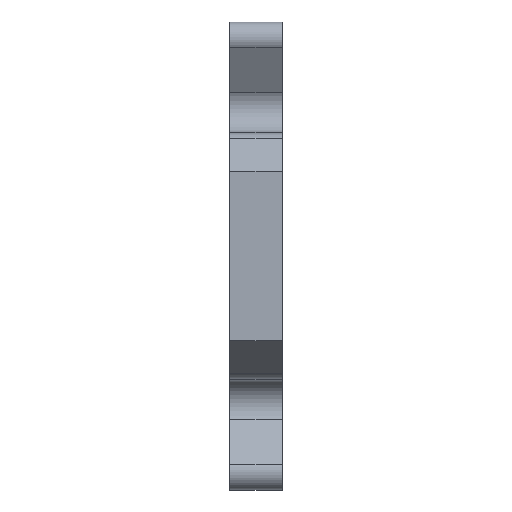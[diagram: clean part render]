
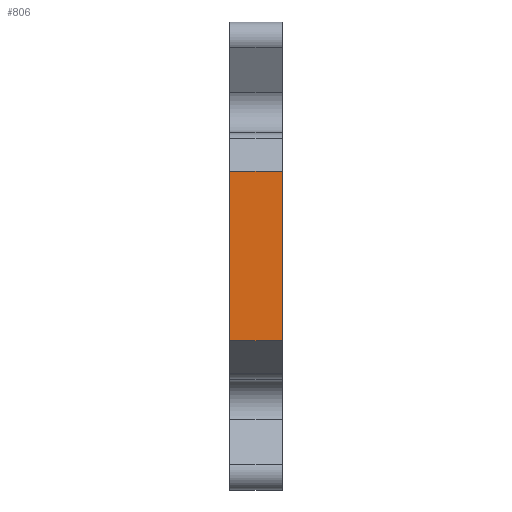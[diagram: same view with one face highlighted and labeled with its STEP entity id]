
A CAD part, left-side view. The second image highlights one B-rep face of the part: STEP entity #806.
In plain terms, the highlighted planar face has unit normal (-1, 0, 0).
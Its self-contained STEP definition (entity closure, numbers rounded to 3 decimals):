
#8 = EDGE_CURVE ( 'NONE', #1121, #1602, #49, .T. ) ;
#49 = LINE ( 'NONE', #1777, #472 ) ;
#87 = CARTESIAN_POINT ( 'NONE',  ( 0., 0., -38.482 ) ) ;
#124 = DIRECTION ( 'NONE',  ( 0., 0., 1. ) ) ;
#245 = ORIENTED_EDGE ( 'NONE', *, *, #8, .T. ) ;
#415 = VERTEX_POINT ( 'NONE', #87 ) ;
#472 = VECTOR ( 'NONE', #1970, 1000. ) ;
#520 = VECTOR ( 'NONE', #1896, 1000. ) ;
#573 = CARTESIAN_POINT ( 'NONE',  ( 0., 0., 0. ) ) ;
#617 = VECTOR ( 'NONE', #124, 1000. ) ;
#645 = EDGE_CURVE ( 'NONE', #415, #1121, #2195, .T. ) ;
#658 = CARTESIAN_POINT ( 'NONE',  ( 0., 6.35, 0. ) ) ;
#661 = CARTESIAN_POINT ( 'NONE',  ( 0., 6.35, -18.033 ) ) ;
#760 = DIRECTION ( 'NONE',  ( 0., 0., 1. ) ) ;
#806 = ADVANCED_FACE ( 'NONE', ( #1796 ), #2286, .F. ) ;
#877 = VECTOR ( 'NONE', #760, 1000. ) ;
#1095 = CARTESIAN_POINT ( 'NONE',  ( 0., 0., -18.033 ) ) ;
#1112 = AXIS2_PLACEMENT_3D ( 'NONE', #2273, #1197, #1359 ) ;
#1121 = VERTEX_POINT ( 'NONE', #1095 ) ;
#1197 = DIRECTION ( 'NONE',  ( 1., 0., 0. ) ) ;
#1291 = ORIENTED_EDGE ( 'NONE', *, *, #1594, .F. ) ;
#1318 = CARTESIAN_POINT ( 'NONE',  ( 0., 0., -38.482 ) ) ;
#1359 = DIRECTION ( 'NONE',  ( 0., 0., -1. ) ) ;
#1379 = VERTEX_POINT ( 'NONE', #1479 ) ;
#1386 = EDGE_CURVE ( 'NONE', #415, #1379, #2339, .T. ) ;
#1479 = CARTESIAN_POINT ( 'NONE',  ( 0., 6.35, -38.482 ) ) ;
#1594 = EDGE_CURVE ( 'NONE', #1379, #1602, #1707, .T. ) ;
#1602 = VERTEX_POINT ( 'NONE', #661 ) ;
#1707 = LINE ( 'NONE', #658, #617 ) ;
#1777 = CARTESIAN_POINT ( 'NONE',  ( 0., 0., -18.033 ) ) ;
#1796 = FACE_OUTER_BOUND ( 'NONE', #1960, .T. ) ;
#1896 = DIRECTION ( 'NONE',  ( 0., 1., 0. ) ) ;
#1960 = EDGE_LOOP ( 'NONE', ( #2042, #245, #1291, #2096 ) ) ;
#1970 = DIRECTION ( 'NONE',  ( 0., 1., 0. ) ) ;
#2042 = ORIENTED_EDGE ( 'NONE', *, *, #645, .T. ) ;
#2096 = ORIENTED_EDGE ( 'NONE', *, *, #1386, .F. ) ;
#2195 = LINE ( 'NONE', #573, #877 ) ;
#2273 = CARTESIAN_POINT ( 'NONE',  ( 0., 6.35, 0. ) ) ;
#2286 = PLANE ( 'NONE',  #1112 ) ;
#2339 = LINE ( 'NONE', #1318, #520 ) ;
